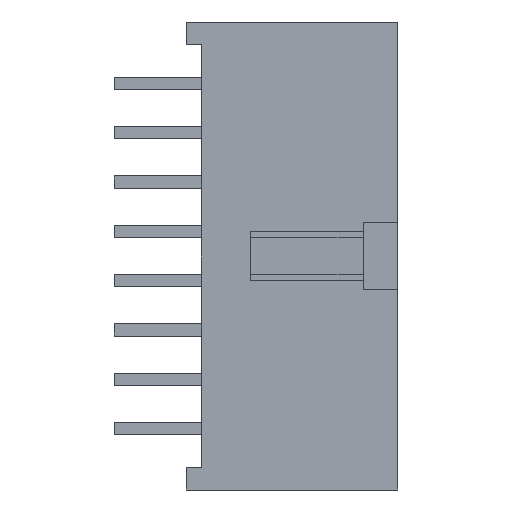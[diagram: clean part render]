
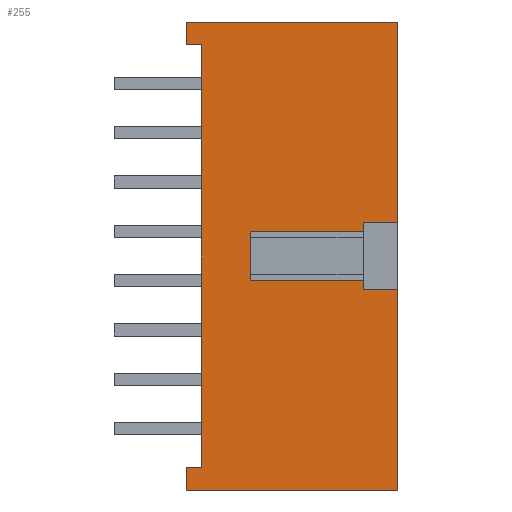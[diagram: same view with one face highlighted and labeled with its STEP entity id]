
A CAD part, left-side view. The second image highlights one B-rep face of the part: STEP entity #255.
In plain terms, the highlighted planar face has unit normal (-1, 0, 0).
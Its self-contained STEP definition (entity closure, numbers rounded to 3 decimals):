
#255=ADVANCED_FACE('',(#1030),#1032,.T.);
#1030=FACE_BOUND('',#1031,.T.);
#1031=EDGE_LOOP('',(#1636,#1637,#1638,#1639,#1640,#1641,#1642,#1643,#1644,#1645,
#1646,#1647,#1648,#1649,#1650,#1651));
#1032=PLANE('',#1033);
#1033=AXIS2_PLACEMENT_3D('',#1034,#1035,#1036);
#1034=CARTESIAN_POINT('',(-6.58,0.,0.));
#1035=DIRECTION('',(-1.,-0.,-0.));
#1036=DIRECTION('',(0.,0.,-1.));
#1636=ORIENTED_EDGE('',*,*,#2040,.T.);
#1637=ORIENTED_EDGE('',*,*,#2023,.F.);
#1638=ORIENTED_EDGE('',*,*,#2020,.F.);
#1639=ORIENTED_EDGE('',*,*,#2041,.F.);
#1640=ORIENTED_EDGE('',*,*,#2042,.T.);
#1641=ORIENTED_EDGE('',*,*,#2043,.T.);
#1642=ORIENTED_EDGE('',*,*,#2044,.T.);
#1643=ORIENTED_EDGE('',*,*,#2045,.T.);
#1644=ORIENTED_EDGE('',*,*,#2046,.T.);
#1645=ORIENTED_EDGE('',*,*,#2047,.T.);
#1646=ORIENTED_EDGE('',*,*,#2048,.T.);
#1647=ORIENTED_EDGE('',*,*,#2049,.F.);
#1648=ORIENTED_EDGE('',*,*,#2035,.F.);
#1649=ORIENTED_EDGE('',*,*,#2026,.F.);
#1650=ORIENTED_EDGE('',*,*,#2050,.T.);
#1651=ORIENTED_EDGE('',*,*,#2051,.T.);
#2020=EDGE_CURVE('',#2253,#2255,#2256,.T.);
#2023=EDGE_CURVE('',#2255,#2260,#2261,.T.);
#2026=EDGE_CURVE('',#2264,#2266,#2267,.T.);
#2035=EDGE_CURVE('',#2266,#2280,#2281,.T.);
#2040=EDGE_CURVE('',#2288,#2260,#2289,.F.);
#2041=EDGE_CURVE('',#2290,#2253,#2291,.T.);
#2042=EDGE_CURVE('',#2290,#2292,#2293,.T.);
#2043=EDGE_CURVE('',#2292,#2294,#2295,.T.);
#2044=EDGE_CURVE('',#2294,#2296,#2297,.F.);
#2045=EDGE_CURVE('',#2296,#2298,#2299,.T.);
#2046=EDGE_CURVE('',#2298,#2300,#2301,.F.);
#2047=EDGE_CURVE('',#2300,#2302,#2303,.T.);
#2048=EDGE_CURVE('',#2302,#2304,#2305,.T.);
#2049=EDGE_CURVE('',#2280,#2304,#2306,.T.);
#2050=EDGE_CURVE('',#2264,#2307,#2308,.F.);
#2051=EDGE_CURVE('',#2307,#2288,#2309,.T.);
#2253=VERTEX_POINT('',#2663);
#2255=VERTEX_POINT('',#2667);
#2256=LINE('',#2668,#2669);
#2260=VERTEX_POINT('',#2678);
#2261=LINE('',#2679,#2680);
#2264=VERTEX_POINT('',#2686);
#2266=VERTEX_POINT('',#2690);
#2267=LINE('',#2691,#2692);
#2280=VERTEX_POINT('',#2722);
#2281=LINE('',#2723,#2724);
#2288=VERTEX_POINT('',#2740);
#2289=LINE('',#2741,#2742);
#2290=VERTEX_POINT('',#2744);
#2291=LINE('',#2745,#2746);
#2292=VERTEX_POINT('',#2748);
#2293=LINE('',#2749,#2750);
#2294=VERTEX_POINT('',#2752);
#2295=LINE('',#2753,#2754);
#2296=VERTEX_POINT('',#2756);
#2297=LINE('',#2757,#2758);
#2298=VERTEX_POINT('',#2760);
#2299=LINE('',#2761,#2762);
#2300=VERTEX_POINT('',#2764);
#2301=LINE('',#2765,#2766);
#2302=VERTEX_POINT('',#2768);
#2303=LINE('',#2769,#2770);
#2304=VERTEX_POINT('',#2772);
#2305=LINE('',#2773,#2774);
#2306=LINE('',#2776,#2777);
#2307=VERTEX_POINT('',#2779);
#2308=LINE('',#2780,#2781);
#2309=LINE('',#2783,#2784);
#2663=CARTESIAN_POINT('',(-6.58,-10.9,-24.1));
#2667=CARTESIAN_POINT('',(-6.58,0.,-24.1));
#2668=CARTESIAN_POINT('',(-6.58,-10.9,-24.1));
#2669=VECTOR('',#2670,1.);
#2670=DIRECTION('',(0.,1.,0.));
#2678=CARTESIAN_POINT('',(-6.58,0.,-22.938));
#2679=CARTESIAN_POINT('',(-6.58,0.,-24.1));
#2680=VECTOR('',#2681,1.);
#2681=DIRECTION('',(0.,0.,1.));
#2686=CARTESIAN_POINT('',(-6.58,0.,-1.163));
#2690=CARTESIAN_POINT('',(-6.58,0.,0.));
#2691=CARTESIAN_POINT('',(-6.58,0.,-1.163));
#2692=VECTOR('',#2693,1.);
#2693=DIRECTION('',(0.,0.,1.));
#2722=CARTESIAN_POINT('',(-6.58,-10.9,0.));
#2723=CARTESIAN_POINT('',(-6.58,0.,0.));
#2724=VECTOR('',#2725,1.);
#2725=DIRECTION('',(0.,-1.,0.));
#2740=CARTESIAN_POINT('',(-6.58,-0.775,-22.938));
#2741=CARTESIAN_POINT('',(-6.58,0.,-22.938));
#2742=VECTOR('',#2743,1.);
#2743=DIRECTION('',(0.,-1.,0.));
#2744=CARTESIAN_POINT('',(-6.58,-10.9,-13.794));
#2745=CARTESIAN_POINT('',(-6.58,-10.9,-13.794));
#2746=VECTOR('',#2747,1.);
#2747=DIRECTION('',(0.,0.,-1.));
#2748=CARTESIAN_POINT('',(-6.58,-9.118,-13.794));
#2749=CARTESIAN_POINT('',(-6.58,-10.9,-13.794));
#2750=VECTOR('',#2751,1.);
#2751=DIRECTION('',(0.,1.,0.));
#2752=CARTESIAN_POINT('',(-6.58,-9.118,-13.329));
#2753=CARTESIAN_POINT('',(-6.58,-9.118,-13.794));
#2754=VECTOR('',#2755,1.);
#2755=DIRECTION('',(0.,0.,1.));
#2756=CARTESIAN_POINT('',(-6.58,-3.305,-13.329));
#2757=CARTESIAN_POINT('',(-6.58,-3.305,-13.329));
#2758=VECTOR('',#2759,1.);
#2759=DIRECTION('',(0.,-1.,0.));
#2760=CARTESIAN_POINT('',(-6.58,-3.305,-10.771));
#2761=CARTESIAN_POINT('',(-6.58,-3.305,-13.329));
#2762=VECTOR('',#2763,1.);
#2763=DIRECTION('',(0.,0.,1.));
#2764=CARTESIAN_POINT('',(-6.58,-9.118,-10.771));
#2765=CARTESIAN_POINT('',(-6.58,-9.118,-10.771));
#2766=VECTOR('',#2767,1.);
#2767=DIRECTION('',(0.,1.,0.));
#2768=CARTESIAN_POINT('',(-6.58,-9.118,-10.306));
#2769=CARTESIAN_POINT('',(-6.58,-9.118,-10.771));
#2770=VECTOR('',#2771,1.);
#2771=DIRECTION('',(0.,0.,1.));
#2772=CARTESIAN_POINT('',(-6.58,-10.9,-10.306));
#2773=CARTESIAN_POINT('',(-6.58,-9.118,-10.306));
#2774=VECTOR('',#2775,1.);
#2775=DIRECTION('',(0.,-1.,0.));
#2776=CARTESIAN_POINT('',(-6.58,-10.9,0.));
#2777=VECTOR('',#2778,1.);
#2778=DIRECTION('',(0.,0.,-1.));
#2779=CARTESIAN_POINT('',(-6.58,-0.775,-1.163));
#2780=CARTESIAN_POINT('',(-6.58,-0.775,-1.163));
#2781=VECTOR('',#2782,1.);
#2782=DIRECTION('',(0.,1.,0.));
#2783=CARTESIAN_POINT('',(-6.58,-0.775,-1.163));
#2784=VECTOR('',#2785,1.);
#2785=DIRECTION('',(0.,0.,-1.));
